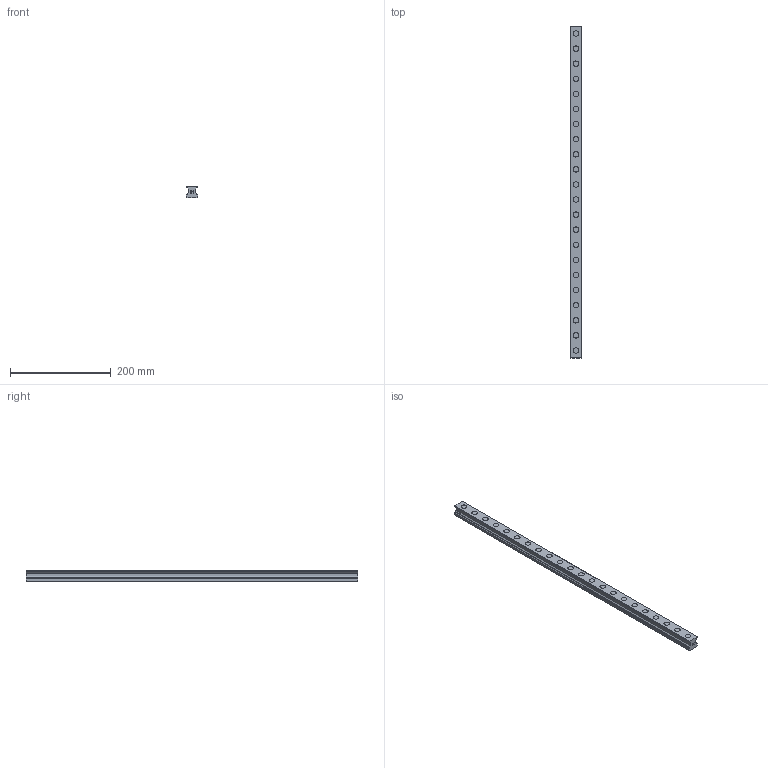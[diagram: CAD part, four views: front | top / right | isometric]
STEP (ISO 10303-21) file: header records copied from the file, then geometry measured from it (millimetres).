
FILE_DESCRIPTION(('STEP AP214'),'1');
FILE_NAME('cctmp_50590A76-4AC7-4CA8-B8EF-31F1C79A357C_2021_03_10_17_26_41_0257..stp','2021-03-10T16:26:41',('HIWIN GmbH'),('CADClick - www.CADClick.com'),'Spatial InterOp 3D',' ','unknown authorization');
FILE_SCHEMA(('AUTOMOTIVE_DESIGN'));
Length unit declared in the file: millimetre
Products named in the file (1): RGR25R660H_FILE
Bounding box: 23 x 660 x 23.6 mm (x, y, z)
Volume: 264671.9 mm3; surface area: 82595.7 mm2
Topology: 1 solids, 1 shells, 315 faces, 729 edges, 486 vertices
Faces by surface type: plane 165, cylinder 150
Entity records: 11587 total; most frequent: DIRECTION 1661, CARTESIAN_POINT 1531, ORIENTED_EDGE 1458, EDGE_CURVE 729, AXIS2_PLACEMENT_3D 616, VERTEX_POINT 486, LINE 429, VECTOR 429
